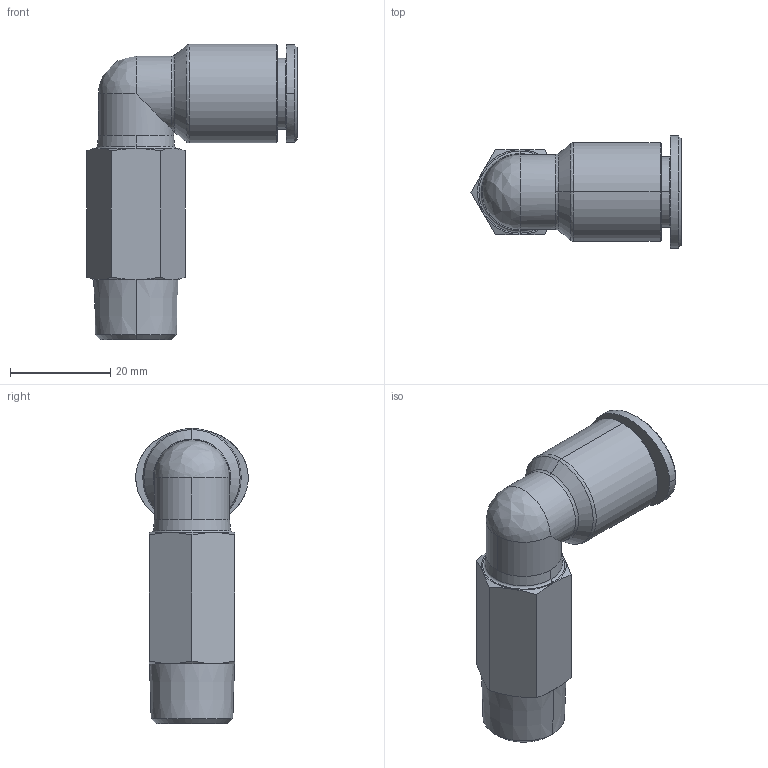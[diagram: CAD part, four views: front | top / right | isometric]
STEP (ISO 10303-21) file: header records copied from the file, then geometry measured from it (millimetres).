
FILE_DESCRIPTION (( 'STEP AP214' ), '1' );
FILE_NAME ('PLL12-03.stp', '2015-09-10T08:29:25', ( '' ), ( '' ), 'SwSTEP 2.0', 'SolidWorks 2015', '' );
FILE_SCHEMA (( 'AUTOMOTIVE_DESIGN' ));
Length unit declared in the file: millimetre
Products named in the file (2): PLL12-03; ｦ+ﾃｦ1
Assembly tree (1 placements, depth 2):
  PLL12-03
    ｦ+ﾃｦ1
Bounding box: 42.02 x 22.5 x 59 mm (x, y, z)
Volume: 13605.3 mm3; surface area: 7409.2 mm2
Topology: 1 solids, 1 shells, 402 faces, 1128 edges, 740 vertices
Faces by surface type: plane 344, cone 30, bspline 12, cylinder 12, torus 4
Entity records: 14128 total; most frequent: CARTESIAN_POINT 3250, ORIENTED_EDGE 2250, DIRECTION 1932, EDGE_CURVE 1125, LINE 1006, VECTOR 1006, VERTEX_POINT 740, AXIS2_PLACEMENT_3D 463
